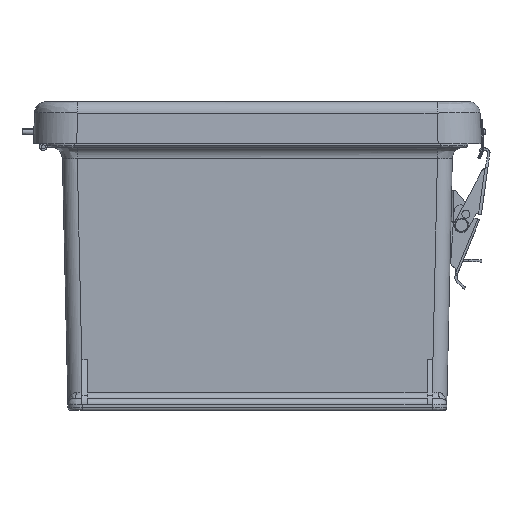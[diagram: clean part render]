
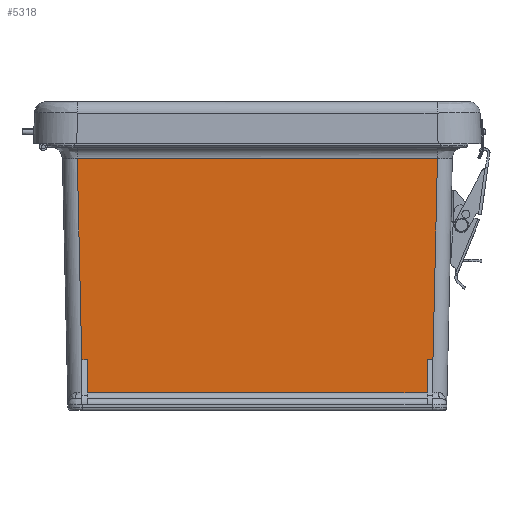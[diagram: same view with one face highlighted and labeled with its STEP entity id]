
A CAD part, front view. The second image highlights one B-rep face of the part: STEP entity #5318.
In plain terms, the highlighted planar face has unit normal (0, -1, -0.022).
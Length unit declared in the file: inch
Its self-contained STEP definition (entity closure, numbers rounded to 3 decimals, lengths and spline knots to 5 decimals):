
#85 = EDGE_CURVE ( 'NONE', #54325, #43223, #56448, .T. ) ;
#102 = LINE ( 'NONE', #11831, #38945 ) ;
#702 = DIRECTION ( 'NONE',  ( 1., 0., 0. ) ) ;
#909 = LINE ( 'NONE', #61164, #6437 ) ;
#3073 = ORIENTED_EDGE ( 'NONE', *, *, #60184, .T. ) ;
#3113 = CARTESIAN_POINT ( 'NONE',  ( -3.3479, -4.93368, -2.75819 ) ) ;
#4366 = EDGE_CURVE ( 'NONE', #42273, #53359, #17227, .T. ) ;
#4683 = ORIENTED_EDGE ( 'NONE', *, *, #57471, .T. ) ;
#5218 = LINE ( 'NONE', #18184, #29703 ) ;
#5318 = ADVANCED_FACE ( 'NONE', ( #40790 ), #30041, .T. ) ;
#6437 = VECTOR ( 'NONE', #702, 39.37008 ) ;
#6565 = ORIENTED_EDGE ( 'NONE', *, *, #4366, .F. ) ;
#7812 = CARTESIAN_POINT ( 'NONE',  ( 3.88935, -4.92291, -3.24022 ) ) ;
#9739 = CARTESIAN_POINT ( 'NONE',  ( 4.2046, -4.92524, -3.13598 ) ) ;
#11802 = DIRECTION ( 'NONE',  ( -0.022, -0.022, 1. ) ) ;
#11831 = CARTESIAN_POINT ( 'NONE',  ( -3.3479, -4.94913, -2.06692 ) ) ;
#13019 = ORIENTED_EDGE ( 'NONE', *, *, #50937, .T. ) ;
#14106 = LINE ( 'NONE', #43960, #25958 ) ;
#14300 = DIRECTION ( 'NONE',  ( 1., 0., 0. ) ) ;
#15555 = CARTESIAN_POINT ( 'NONE',  ( -3.47236, -4.94913, -2.06692 ) ) ;
#15811 = CARTESIAN_POINT ( 'NONE',  ( 3.7911, -4.93368, -2.75819 ) ) ;
#16779 = VERTEX_POINT ( 'NONE', #17999 ) ;
#17227 = LINE ( 'NONE', #27237, #44977 ) ;
#17999 = CARTESIAN_POINT ( 'NONE',  ( -3.3479, -4.94913, -2.06692 ) ) ;
#18184 = CARTESIAN_POINT ( 'NONE',  ( 3.7911, -4.93368, -2.75819 ) ) ;
#20521 = EDGE_CURVE ( 'NONE', #49553, #54325, #44169, .T. ) ;
#20880 = ORIENTED_EDGE ( 'NONE', *, *, #61341, .T. ) ;
#21068 = CARTESIAN_POINT ( 'NONE',  ( 3.7911, -4.94913, -2.06692 ) ) ;
#21982 = DIRECTION ( 'NONE',  ( 0., 0.022, -1. ) ) ;
#23312 = DIRECTION ( 'NONE',  ( -1., 0., 0. ) ) ;
#24324 = CARTESIAN_POINT ( 'NONE',  ( 3.8536, -4.94913, -2.06692 ) ) ;
#24472 = VECTOR ( 'NONE', #23312, 39.37008 ) ;
#24596 = CARTESIAN_POINT ( 'NONE',  ( 4.01005, -5.04361, 2.1616 ) ) ;
#25094 = ORIENTED_EDGE ( 'NONE', *, *, #49329, .T. ) ;
#25958 = VECTOR ( 'NONE', #14300, 39.37008 ) ;
#27237 = CARTESIAN_POINT ( 'NONE',  ( -3.44664, -4.92341, -3.2179 ) ) ;
#29703 = VECTOR ( 'NONE', #33001, 39.37008 ) ;
#30041 = PLANE ( 'NONE',  #45648 ) ;
#30773 = LINE ( 'NONE', #43212, #24472 ) ;
#33001 = DIRECTION ( 'NONE',  ( 0., -0.022, 1. ) ) ;
#33340 = VERTEX_POINT ( 'NONE', #3113 ) ;
#33787 = EDGE_LOOP ( 'NONE', ( #3073, #25094, #4683, #13019, #51923, #63635, #20880, #6565 ) ) ;
#33887 = DIRECTION ( 'NONE',  ( -0.022, 0.022, -1. ) ) ;
#36718 = CARTESIAN_POINT ( 'NONE',  ( 3.91557, -4.94913, -2.06692 ) ) ;
#37712 = VERTEX_POINT ( 'NONE', #15811 ) ;
#38945 = VECTOR ( 'NONE', #21982, 39.37008 ) ;
#40790 = FACE_OUTER_BOUND ( 'NONE', #33787, .T. ) ;
#42053 = VECTOR ( 'NONE', #49188, 39.37008 ) ;
#42273 = VERTEX_POINT ( 'NONE', #15555 ) ;
#43212 = CARTESIAN_POINT ( 'NONE',  ( 4.2046, -5.04361, 2.1616 ) ) ;
#43223 = VERTEX_POINT ( 'NONE', #21068 ) ;
#43960 = CARTESIAN_POINT ( 'NONE',  ( 2.2131, -4.93368, -2.75819 ) ) ;
#44169 = LINE ( 'NONE', #7812, #62474 ) ;
#44977 = VECTOR ( 'NONE', #11802, 39.37008 ) ;
#45310 = DIRECTION ( 'NONE',  ( 0., -1., -0.022 ) ) ;
#45648 = AXIS2_PLACEMENT_3D ( 'NONE', #9739, #45310, #55349 ) ;
#49188 = DIRECTION ( 'NONE',  ( -1., 0., 0. ) ) ;
#49329 = EDGE_CURVE ( 'NONE', #16779, #33340, #102, .T. ) ;
#49553 = VERTEX_POINT ( 'NONE', #24596 ) ;
#50937 = EDGE_CURVE ( 'NONE', #37712, #43223, #5218, .T. ) ;
#51923 = ORIENTED_EDGE ( 'NONE', *, *, #85, .F. ) ;
#53359 = VERTEX_POINT ( 'NONE', #58135 ) ;
#54325 = VERTEX_POINT ( 'NONE', #36718 ) ;
#55349 = DIRECTION ( 'NONE',  ( 0., 0.022, -1. ) ) ;
#56448 = LINE ( 'NONE', #24324, #42053 ) ;
#57471 = EDGE_CURVE ( 'NONE', #33340, #37712, #14106, .T. ) ;
#58135 = CARTESIAN_POINT ( 'NONE',  ( -3.56684, -5.04361, 2.1616 ) ) ;
#60184 = EDGE_CURVE ( 'NONE', #42273, #16779, #909, .T. ) ;
#61164 = CARTESIAN_POINT ( 'NONE',  ( 4.2046, -4.94913, -2.06692 ) ) ;
#61341 = EDGE_CURVE ( 'NONE', #49553, #53359, #30773, .T. ) ;
#62474 = VECTOR ( 'NONE', #33887, 39.37008 ) ;
#63635 = ORIENTED_EDGE ( 'NONE', *, *, #20521, .F. ) ;
